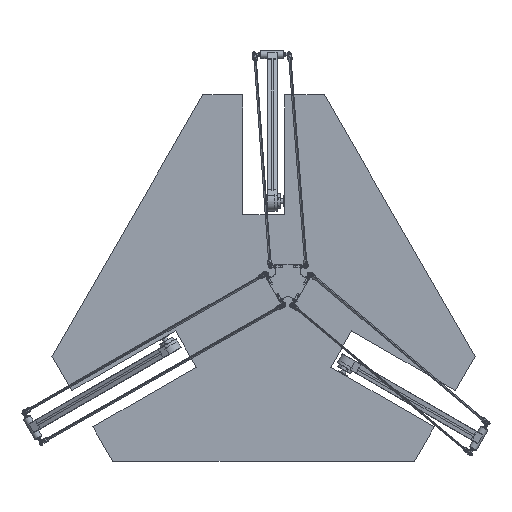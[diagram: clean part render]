
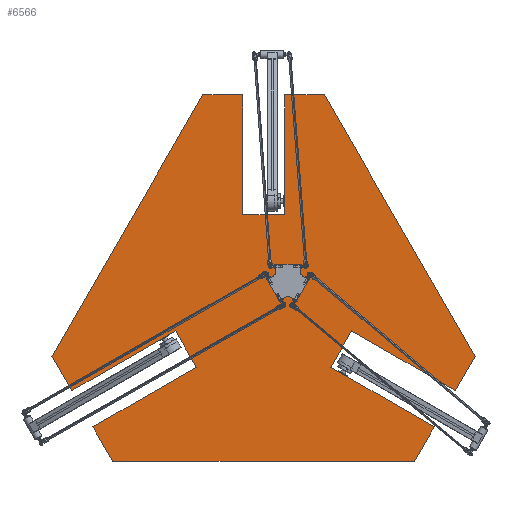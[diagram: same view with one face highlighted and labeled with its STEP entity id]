
A CAD part, front view. The second image highlights one B-rep face of the part: STEP entity #6566.
In plain terms, the highlighted planar face has unit normal (0, -1, 0).
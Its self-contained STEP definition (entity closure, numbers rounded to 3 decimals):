
#1178=FACE_OUTER_BOUND('',#1564,.T.);
#1564=EDGE_LOOP('',(#4647,#4648,#4649,#4650,#4651,#4652,#4653,#4654,#4655,
#4656,#4657,#4658,#4659,#4660,#4661,#4662,#4663,#4664));
#1993=LINE('',#10147,#2533);
#1997=LINE('',#10156,#2537);
#2001=LINE('',#10165,#2541);
#2005=LINE('',#10174,#2545);
#2009=LINE('',#10182,#2549);
#2012=LINE('',#10187,#2552);
#2014=LINE('',#10191,#2554);
#2017=LINE('',#10197,#2557);
#2020=LINE('',#10203,#2560);
#2023=LINE('',#10209,#2563);
#2026=LINE('',#10214,#2566);
#2028=LINE('',#10218,#2568);
#2031=LINE('',#10224,#2571);
#2034=LINE('',#10230,#2574);
#2037=LINE('',#10236,#2577);
#2040=LINE('',#10241,#2580);
#2042=LINE('',#10245,#2582);
#2045=LINE('',#10250,#2585);
#2533=VECTOR('',#7996,10.);
#2537=VECTOR('',#8002,10.);
#2541=VECTOR('',#8008,10.);
#2545=VECTOR('',#8014,10.);
#2549=VECTOR('',#8020,10.);
#2552=VECTOR('',#8025,10.);
#2554=VECTOR('',#8029,10.);
#2557=VECTOR('',#8034,10.);
#2560=VECTOR('',#8039,10.);
#2563=VECTOR('',#8044,10.);
#2566=VECTOR('',#8049,10.);
#2568=VECTOR('',#8053,10.);
#2571=VECTOR('',#8058,10.);
#2574=VECTOR('',#8063,10.);
#2577=VECTOR('',#8068,10.);
#2580=VECTOR('',#8073,10.);
#2582=VECTOR('',#8077,10.);
#2585=VECTOR('',#8082,10.);
#3073=VERTEX_POINT('',#10145);
#3074=VERTEX_POINT('',#10146);
#3077=VERTEX_POINT('',#10154);
#3078=VERTEX_POINT('',#10155);
#3081=VERTEX_POINT('',#10163);
#3082=VERTEX_POINT('',#10164);
#3085=VERTEX_POINT('',#10172);
#3086=VERTEX_POINT('',#10173);
#3089=VERTEX_POINT('',#10181);
#3091=VERTEX_POINT('',#10190);
#3093=VERTEX_POINT('',#10196);
#3095=VERTEX_POINT('',#10202);
#3097=VERTEX_POINT('',#10208);
#3099=VERTEX_POINT('',#10217);
#3101=VERTEX_POINT('',#10223);
#3103=VERTEX_POINT('',#10229);
#3105=VERTEX_POINT('',#10235);
#3107=VERTEX_POINT('',#10244);
#3654=EDGE_CURVE('',#3073,#3074,#1993,.T.);
#3658=EDGE_CURVE('',#3077,#3078,#1997,.T.);
#3662=EDGE_CURVE('',#3081,#3082,#2001,.T.);
#3666=EDGE_CURVE('',#3085,#3086,#2005,.T.);
#3670=EDGE_CURVE('',#3086,#3089,#2009,.T.);
#3673=EDGE_CURVE('',#3082,#3089,#2012,.T.);
#3675=EDGE_CURVE('',#3091,#3081,#2014,.T.);
#3678=EDGE_CURVE('',#3093,#3091,#2017,.T.);
#3681=EDGE_CURVE('',#3093,#3095,#2020,.T.);
#3684=EDGE_CURVE('',#3095,#3097,#2023,.T.);
#3687=EDGE_CURVE('',#3078,#3097,#2026,.T.);
#3689=EDGE_CURVE('',#3099,#3077,#2028,.T.);
#3692=EDGE_CURVE('',#3101,#3099,#2031,.T.);
#3695=EDGE_CURVE('',#3101,#3103,#2034,.T.);
#3698=EDGE_CURVE('',#3103,#3105,#2037,.T.);
#3701=EDGE_CURVE('',#3073,#3105,#2040,.T.);
#3703=EDGE_CURVE('',#3107,#3074,#2042,.T.);
#3706=EDGE_CURVE('',#3085,#3107,#2045,.T.);
#4647=ORIENTED_EDGE('',*,*,#3706,.F.);
#4648=ORIENTED_EDGE('',*,*,#3666,.T.);
#4649=ORIENTED_EDGE('',*,*,#3670,.T.);
#4650=ORIENTED_EDGE('',*,*,#3673,.F.);
#4651=ORIENTED_EDGE('',*,*,#3662,.F.);
#4652=ORIENTED_EDGE('',*,*,#3675,.F.);
#4653=ORIENTED_EDGE('',*,*,#3678,.F.);
#4654=ORIENTED_EDGE('',*,*,#3681,.T.);
#4655=ORIENTED_EDGE('',*,*,#3684,.T.);
#4656=ORIENTED_EDGE('',*,*,#3687,.F.);
#4657=ORIENTED_EDGE('',*,*,#3658,.F.);
#4658=ORIENTED_EDGE('',*,*,#3689,.F.);
#4659=ORIENTED_EDGE('',*,*,#3692,.F.);
#4660=ORIENTED_EDGE('',*,*,#3695,.T.);
#4661=ORIENTED_EDGE('',*,*,#3698,.T.);
#4662=ORIENTED_EDGE('',*,*,#3701,.F.);
#4663=ORIENTED_EDGE('',*,*,#3654,.T.);
#4664=ORIENTED_EDGE('',*,*,#3703,.F.);
#6382=PLANE('',#7205);
#6566=ADVANCED_FACE('',(#1178),#6382,.F.);
#7205=AXIS2_PLACEMENT_3D('',#10253,#8086,#8087);
#7996=DIRECTION('',(-0.5,0.,0.866));
#8002=DIRECTION('',(-1.,0.,0.));
#8008=DIRECTION('',(0.5,0.,0.866));
#8014=DIRECTION('',(-1.,0.,0.));
#8020=DIRECTION('',(0.,0.,1.));
#8025=DIRECTION('',(1.,0.,0.));
#8029=DIRECTION('',(-0.5,0.,0.866));
#8034=DIRECTION('',(-0.866,0.,-0.5));
#8039=DIRECTION('',(0.5,0.,-0.866));
#8044=DIRECTION('',(-0.866,0.,-0.5));
#8049=DIRECTION('',(-0.5,0.,0.866));
#8053=DIRECTION('',(-0.5,0.,-0.866));
#8058=DIRECTION('',(0.866,0.,-0.5));
#8063=DIRECTION('',(0.5,0.,0.866));
#8068=DIRECTION('',(0.866,0.,-0.5));
#8073=DIRECTION('',(-0.5,0.,-0.866));
#8077=DIRECTION('',(1.,0.,0.));
#8082=DIRECTION('',(0.,0.,1.));
#8086=DIRECTION('center_axis',(0.,1.,0.));
#8087=DIRECTION('ref_axis',(1.,0.,0.));
#10145=CARTESIAN_POINT('',(318.563,0.,-78.232));
#10146=CARTESIAN_POINT('',(91.531,0.,315.));
#10147=CARTESIAN_POINT('',(318.563,0.,-78.232));
#10154=CARTESIAN_POINT('',(227.033,0.,-236.768));
#10155=CARTESIAN_POINT('',(-227.033,0.,-236.768));
#10156=CARTESIAN_POINT('',(227.033,0.,-236.768));
#10163=CARTESIAN_POINT('',(-318.563,0.,-78.232));
#10164=CARTESIAN_POINT('',(-91.531,0.,315.));
#10165=CARTESIAN_POINT('',(-318.563,0.,-78.232));
#10172=CARTESIAN_POINT('',(31.5,0.,135.));
#10173=CARTESIAN_POINT('',(-31.5,0.,135.));
#10174=CARTESIAN_POINT('',(31.5,0.,135.));
#10181=CARTESIAN_POINT('',(-31.5,0.,315.));
#10182=CARTESIAN_POINT('',(-31.5,0.,135.));
#10187=CARTESIAN_POINT('',(-91.531,0.,315.));
#10190=CARTESIAN_POINT('',(-288.548,0.,-130.22));
#10191=CARTESIAN_POINT('',(-288.548,0.,-130.22));
#10196=CARTESIAN_POINT('',(-132.663,0.,-40.22));
#10197=CARTESIAN_POINT('',(-132.663,0.,-40.22));
#10202=CARTESIAN_POINT('',(-101.163,0.,-94.78));
#10203=CARTESIAN_POINT('',(-132.663,0.,-40.22));
#10208=CARTESIAN_POINT('',(-257.048,0.,-184.78));
#10209=CARTESIAN_POINT('',(-101.163,0.,-94.78));
#10214=CARTESIAN_POINT('',(-227.033,0.,-236.768));
#10217=CARTESIAN_POINT('',(257.048,0.,-184.78));
#10218=CARTESIAN_POINT('',(257.048,0.,-184.78));
#10223=CARTESIAN_POINT('',(101.163,0.,-94.78));
#10224=CARTESIAN_POINT('',(101.163,0.,-94.78));
#10229=CARTESIAN_POINT('',(132.663,0.,-40.22));
#10230=CARTESIAN_POINT('',(101.163,0.,-94.78));
#10235=CARTESIAN_POINT('',(288.548,0.,-130.22));
#10236=CARTESIAN_POINT('',(132.663,0.,-40.22));
#10241=CARTESIAN_POINT('',(318.563,0.,-78.232));
#10244=CARTESIAN_POINT('',(31.5,0.,315.));
#10245=CARTESIAN_POINT('',(31.5,0.,315.));
#10250=CARTESIAN_POINT('',(31.5,0.,135.));
#10253=CARTESIAN_POINT('Origin',(0.,0.,39.116));
